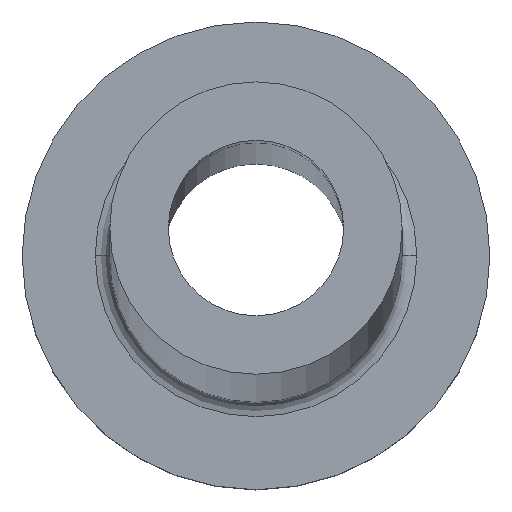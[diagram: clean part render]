
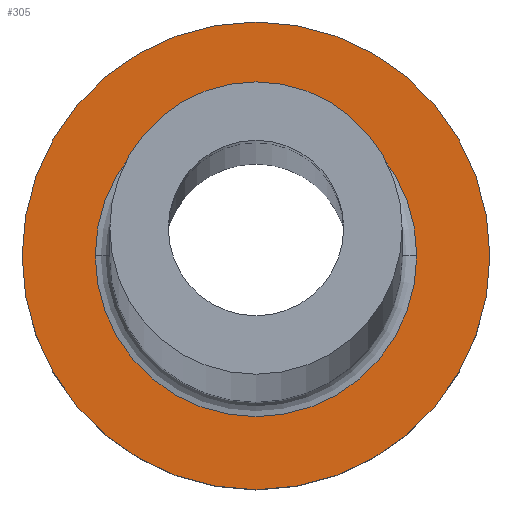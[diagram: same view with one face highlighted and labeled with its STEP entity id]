
A CAD part, top view. The second image highlights one B-rep face of the part: STEP entity #305.
In plain terms, the highlighted planar face has unit normal (0, 0, 1).
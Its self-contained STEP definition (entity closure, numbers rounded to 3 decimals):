
#10 = EDGE_CURVE ( 'NONE', #369, #224, #190, .T. ) ;
#19 = ORIENTED_EDGE ( 'NONE', *, *, #243, .T. ) ;
#38 = FACE_BOUND ( 'NONE', #311, .T. ) ;
#52 = ORIENTED_EDGE ( 'NONE', *, *, #10, .T. ) ;
#57 = EDGE_CURVE ( 'NONE', #224, #369, #281, .T. ) ;
#59 = CARTESIAN_POINT ( 'NONE',  ( 0., 0., 5. ) ) ;
#61 = CARTESIAN_POINT ( 'NONE',  ( 8., 0., 5. ) ) ;
#70 = DIRECTION ( 'NONE',  ( 1., 0., 0. ) ) ;
#74 = AXIS2_PLACEMENT_3D ( 'NONE', #456, #141, #419 ) ;
#102 = VERTEX_POINT ( 'NONE', #324 ) ;
#111 = PLANE ( 'NONE',  #361 ) ;
#141 = DIRECTION ( 'NONE',  ( 0., 0., 1. ) ) ;
#146 = AXIS2_PLACEMENT_3D ( 'NONE', #157, #297, #216 ) ;
#149 = FACE_OUTER_BOUND ( 'NONE', #298, .T. ) ;
#157 = CARTESIAN_POINT ( 'NONE',  ( 0., 0., 5. ) ) ;
#181 = CARTESIAN_POINT ( 'NONE',  ( -8., 0., 5. ) ) ;
#184 = DIRECTION ( 'NONE',  ( 1., 0., 0. ) ) ;
#190 = CIRCLE ( 'NONE', #228, 8. ) ;
#206 = DIRECTION ( 'NONE',  ( 1., 0., 0. ) ) ;
#216 = DIRECTION ( 'NONE',  ( 1., 0., 0. ) ) ;
#224 = VERTEX_POINT ( 'NONE', #181 ) ;
#228 = AXIS2_PLACEMENT_3D ( 'NONE', #59, #384, #206 ) ;
#238 = VERTEX_POINT ( 'NONE', #366 ) ;
#243 = EDGE_CURVE ( 'NONE', #238, #102, #346, .T. ) ;
#251 = CARTESIAN_POINT ( 'NONE',  ( 0., 0., 5. ) ) ;
#281 = CIRCLE ( 'NONE', #74, 8. ) ;
#292 = AXIS2_PLACEMENT_3D ( 'NONE', #362, #326, #184 ) ;
#297 = DIRECTION ( 'NONE',  ( 0., 0., -1. ) ) ;
#298 = EDGE_LOOP ( 'NONE', ( #443, #52 ) ) ;
#305 = ADVANCED_FACE ( 'NONE', ( #38, #149 ), #111, .T. ) ;
#311 = EDGE_LOOP ( 'NONE', ( #19, #413 ) ) ;
#313 = EDGE_CURVE ( 'NONE', #102, #238, #345, .T. ) ;
#324 = CARTESIAN_POINT ( 'NONE',  ( -5.5, 0., 5. ) ) ;
#326 = DIRECTION ( 'NONE',  ( 0., 0., -1. ) ) ;
#345 = CIRCLE ( 'NONE', #292, 5.5 ) ;
#346 = CIRCLE ( 'NONE', #146, 5.5 ) ;
#361 = AXIS2_PLACEMENT_3D ( 'NONE', #251, #392, #70 ) ;
#362 = CARTESIAN_POINT ( 'NONE',  ( 0., 0., 5. ) ) ;
#366 = CARTESIAN_POINT ( 'NONE',  ( 5.5, 0., 5. ) ) ;
#369 = VERTEX_POINT ( 'NONE', #61 ) ;
#384 = DIRECTION ( 'NONE',  ( 0., 0., 1. ) ) ;
#392 = DIRECTION ( 'NONE',  ( 0., 0., 1. ) ) ;
#413 = ORIENTED_EDGE ( 'NONE', *, *, #313, .T. ) ;
#419 = DIRECTION ( 'NONE',  ( 1., 0., 0. ) ) ;
#443 = ORIENTED_EDGE ( 'NONE', *, *, #57, .T. ) ;
#456 = CARTESIAN_POINT ( 'NONE',  ( 0., 0., 5. ) ) ;
